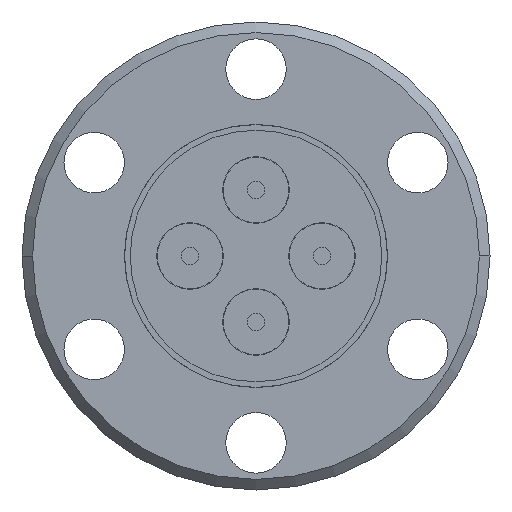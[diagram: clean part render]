
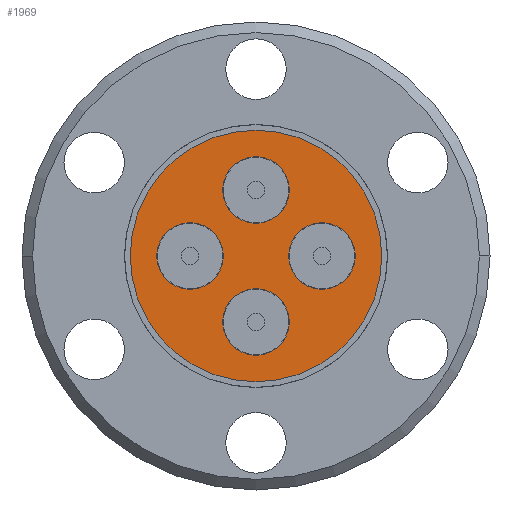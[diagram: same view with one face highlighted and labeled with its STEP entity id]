
A CAD part, front view. The second image highlights one B-rep face of the part: STEP entity #1969.
In plain terms, the highlighted planar face has unit normal (0, -1, 0).
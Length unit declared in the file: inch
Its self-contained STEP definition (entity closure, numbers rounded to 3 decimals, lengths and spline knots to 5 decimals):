
#3 = FACE_BOUND ( 'NONE', #243, .T. ) ;
#11 = EDGE_CURVE ( 'NONE', #3905, #2790, #3558, .T. ) ;
#42 = EDGE_CURVE ( 'NONE', #886, #3856, #3703, .T. ) ;
#228 = ORIENTED_EDGE ( 'NONE', *, *, #11, .T. ) ;
#238 = AXIS2_PLACEMENT_3D ( 'NONE', #3332, #4380, #371 ) ;
#243 = EDGE_LOOP ( 'NONE', ( #2434, #4369 ) ) ;
#352 = CARTESIAN_POINT ( 'NONE',  ( 0.11033, -1.02, 0.0542 ) ) ;
#371 = DIRECTION ( 'NONE',  ( 0., 0., 1. ) ) ;
#398 = CIRCLE ( 'NONE', #538, 0.0943 ) ;
#409 = FACE_OUTER_BOUND ( 'NONE', #3977, .T. ) ;
#415 = CIRCLE ( 'NONE', #3586, 0.3575 ) ;
#458 = ORIENTED_EDGE ( 'NONE', *, *, #42, .T. ) ;
#510 = DIRECTION ( 'NONE',  ( 0., 0., -1. ) ) ;
#538 = AXIS2_PLACEMENT_3D ( 'NONE', #698, #3347, #3636 ) ;
#556 = CARTESIAN_POINT ( 'NONE',  ( 0., -1.02, 0. ) ) ;
#574 = EDGE_CURVE ( 'NONE', #2208, #1635, #3353, .T. ) ;
#597 = DIRECTION ( 'NONE',  ( 0., 1., 0. ) ) ;
#653 = ORIENTED_EDGE ( 'NONE', *, *, #2534, .T. ) ;
#662 = AXIS2_PLACEMENT_3D ( 'NONE', #2869, #597, #1947 ) ;
#698 = CARTESIAN_POINT ( 'NONE',  ( 0.1875, -1.02, 0. ) ) ;
#719 = DIRECTION ( 'NONE',  ( 0., -1., 0. ) ) ;
#856 = EDGE_LOOP ( 'NONE', ( #228, #1826 ) ) ;
#870 = DIRECTION ( 'NONE',  ( 0., 1., 0. ) ) ;
#886 = VERTEX_POINT ( 'NONE', #1109 ) ;
#918 = DIRECTION ( 'NONE',  ( 0., 0., 1. ) ) ;
#1082 = CIRCLE ( 'NONE', #3620, 0.0943 ) ;
#1109 = CARTESIAN_POINT ( 'NONE',  ( 0., -1.02, 0.3575 ) ) ;
#1262 = DIRECTION ( 'NONE',  ( 0., -1., 0. ) ) ;
#1355 = VERTEX_POINT ( 'NONE', #4163 ) ;
#1377 = PLANE ( 'NONE',  #2318 ) ;
#1399 = ORIENTED_EDGE ( 'NONE', *, *, #2892, .T. ) ;
#1453 = AXIS2_PLACEMENT_3D ( 'NONE', #2551, #870, #918 ) ;
#1516 = EDGE_CURVE ( 'NONE', #2790, #3905, #2177, .T. ) ;
#1564 = DIRECTION ( 'NONE',  ( 0., 0., 1. ) ) ;
#1635 = VERTEX_POINT ( 'NONE', #352 ) ;
#1719 = DIRECTION ( 'NONE',  ( 0., 0., 1. ) ) ;
#1730 = ORIENTED_EDGE ( 'NONE', *, *, #2003, .T. ) ;
#1776 = CARTESIAN_POINT ( 'NONE',  ( 0.26467, -1.02, -0.0542 ) ) ;
#1825 = CARTESIAN_POINT ( 'NONE',  ( 0.0542, -1.02, -0.11033 ) ) ;
#1826 = ORIENTED_EDGE ( 'NONE', *, *, #1516, .T. ) ;
#1893 = EDGE_CURVE ( 'NONE', #2278, #1355, #3303, .T. ) ;
#1905 = DIRECTION ( 'NONE',  ( 0., 0., 1. ) ) ;
#1922 = FACE_BOUND ( 'NONE', #856, .T. ) ;
#1947 = DIRECTION ( 'NONE',  ( 0., 0., 1. ) ) ;
#1953 = CARTESIAN_POINT ( 'NONE',  ( 0., -1.02, 0.1875 ) ) ;
#1969 = ADVANCED_FACE ( 'NONE', ( #3, #1922, #3408, #3432, #409 ), #1377, .T. ) ;
#2003 = EDGE_CURVE ( 'NONE', #3856, #886, #415, .T. ) ;
#2040 = AXIS2_PLACEMENT_3D ( 'NONE', #4014, #3592, #1719 ) ;
#2088 = DIRECTION ( 'NONE',  ( 0., 0., -1. ) ) ;
#2146 = AXIS2_PLACEMENT_3D ( 'NONE', #556, #1262, #510 ) ;
#2170 = DIRECTION ( 'NONE',  ( 0., 1., 0. ) ) ;
#2177 = CIRCLE ( 'NONE', #2533, 0.0943 ) ;
#2208 = VERTEX_POINT ( 'NONE', #1776 ) ;
#2270 = CARTESIAN_POINT ( 'NONE',  ( -0.0542, -1.02, 0.11033 ) ) ;
#2278 = VERTEX_POINT ( 'NONE', #3934 ) ;
#2300 = EDGE_CURVE ( 'NONE', #4264, #2475, #3340, .T. ) ;
#2318 = AXIS2_PLACEMENT_3D ( 'NONE', #2771, #719, #2723 ) ;
#2386 = EDGE_LOOP ( 'NONE', ( #2688, #1399 ) ) ;
#2388 = EDGE_LOOP ( 'NONE', ( #653, #3843 ) ) ;
#2390 = DIRECTION ( 'NONE',  ( 0., -1., 0. ) ) ;
#2434 = ORIENTED_EDGE ( 'NONE', *, *, #4257, .T. ) ;
#2441 = CARTESIAN_POINT ( 'NONE',  ( 0., -1.02, 0. ) ) ;
#2475 = VERTEX_POINT ( 'NONE', #3394 ) ;
#2533 = AXIS2_PLACEMENT_3D ( 'NONE', #4346, #3618, #1905 ) ;
#2534 = EDGE_CURVE ( 'NONE', #1355, #2278, #2996, .T. ) ;
#2551 = CARTESIAN_POINT ( 'NONE',  ( 0.1875, -1.02, 0. ) ) ;
#2569 = DIRECTION ( 'NONE',  ( 0., 1., 0. ) ) ;
#2688 = ORIENTED_EDGE ( 'NONE', *, *, #574, .T. ) ;
#2723 = DIRECTION ( 'NONE',  ( 0., 0., -1. ) ) ;
#2771 = CARTESIAN_POINT ( 'NONE',  ( 0., -1.02, 0. ) ) ;
#2790 = VERTEX_POINT ( 'NONE', #2270 ) ;
#2869 = CARTESIAN_POINT ( 'NONE',  ( 0., -1.02, -0.1875 ) ) ;
#2892 = EDGE_CURVE ( 'NONE', #1635, #2208, #398, .T. ) ;
#2996 = CIRCLE ( 'NONE', #238, 0.0943 ) ;
#3204 = CARTESIAN_POINT ( 'NONE',  ( 0.0542, -1.02, 0.26467 ) ) ;
#3303 = CIRCLE ( 'NONE', #2040, 0.0943 ) ;
#3332 = CARTESIAN_POINT ( 'NONE',  ( -0.1875, -1.02, 0. ) ) ;
#3340 = CIRCLE ( 'NONE', #662, 0.0943 ) ;
#3347 = DIRECTION ( 'NONE',  ( 0., 1., 0. ) ) ;
#3353 = CIRCLE ( 'NONE', #1453, 0.0943 ) ;
#3394 = CARTESIAN_POINT ( 'NONE',  ( -0.0542, -1.02, -0.26467 ) ) ;
#3408 = FACE_BOUND ( 'NONE', #2386, .T. ) ;
#3432 = FACE_BOUND ( 'NONE', #2388, .T. ) ;
#3558 = CIRCLE ( 'NONE', #4058, 0.0943 ) ;
#3586 = AXIS2_PLACEMENT_3D ( 'NONE', #2441, #2390, #2088 ) ;
#3592 = DIRECTION ( 'NONE',  ( 0., 1., 0. ) ) ;
#3618 = DIRECTION ( 'NONE',  ( 0., 1., 0. ) ) ;
#3620 = AXIS2_PLACEMENT_3D ( 'NONE', #3832, #2170, #1564 ) ;
#3636 = DIRECTION ( 'NONE',  ( 0., 0., 1. ) ) ;
#3703 = CIRCLE ( 'NONE', #2146, 0.3575 ) ;
#3775 = CARTESIAN_POINT ( 'NONE',  ( 0., -1.02, -0.3575 ) ) ;
#3832 = CARTESIAN_POINT ( 'NONE',  ( 0., -1.02, -0.1875 ) ) ;
#3843 = ORIENTED_EDGE ( 'NONE', *, *, #1893, .T. ) ;
#3856 = VERTEX_POINT ( 'NONE', #3775 ) ;
#3905 = VERTEX_POINT ( 'NONE', #3204 ) ;
#3916 = DIRECTION ( 'NONE',  ( 0., 0., 1. ) ) ;
#3934 = CARTESIAN_POINT ( 'NONE',  ( -0.11033, -1.02, -0.0542 ) ) ;
#3977 = EDGE_LOOP ( 'NONE', ( #1730, #458 ) ) ;
#4014 = CARTESIAN_POINT ( 'NONE',  ( -0.1875, -1.02, 0. ) ) ;
#4058 = AXIS2_PLACEMENT_3D ( 'NONE', #1953, #2569, #3916 ) ;
#4163 = CARTESIAN_POINT ( 'NONE',  ( -0.26467, -1.02, 0.0542 ) ) ;
#4257 = EDGE_CURVE ( 'NONE', #2475, #4264, #1082, .T. ) ;
#4264 = VERTEX_POINT ( 'NONE', #1825 ) ;
#4346 = CARTESIAN_POINT ( 'NONE',  ( 0., -1.02, 0.1875 ) ) ;
#4369 = ORIENTED_EDGE ( 'NONE', *, *, #2300, .T. ) ;
#4380 = DIRECTION ( 'NONE',  ( 0., 1., 0. ) ) ;
